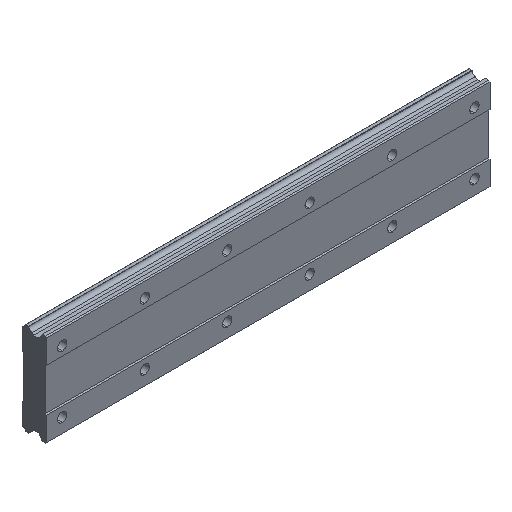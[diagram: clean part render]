
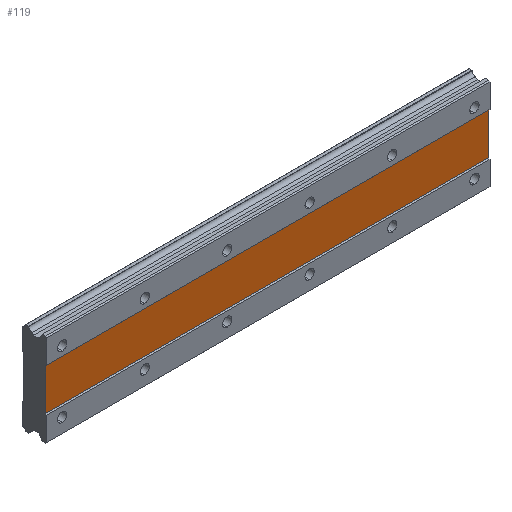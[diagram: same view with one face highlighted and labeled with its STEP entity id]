
A CAD part, isometric view. The second image highlights one B-rep face of the part: STEP entity #119.
In plain terms, the highlighted planar face has unit normal (0, -1, 0).
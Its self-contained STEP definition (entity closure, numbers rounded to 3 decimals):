
#25 = DIRECTION ( 'NONE',  ( 0., 0., -1. ) ) ;
#38 = CARTESIAN_POINT ( 'NONE',  ( -15., 1., -20. ) ) ;
#114 = CARTESIAN_POINT ( 'NONE',  ( -15., 1., 20. ) ) ;
#119 = ADVANCED_FACE ( 'NONE', ( #2026 ), #178, .F. ) ;
#128 = ORIENTED_EDGE ( 'NONE', *, *, #1335, .F. ) ;
#148 = LINE ( 'NONE', #1741, #2480 ) ;
#178 = PLANE ( 'NONE',  #1114 ) ;
#289 = DIRECTION ( 'NONE',  ( -1., 0., 0. ) ) ;
#306 = LINE ( 'NONE', #2800, #1599 ) ;
#416 = DIRECTION ( 'NONE',  ( 0., 0., 1. ) ) ;
#544 = VERTEX_POINT ( 'NONE', #1571 ) ;
#574 = EDGE_CURVE ( 'NONE', #756, #544, #148, .T. ) ;
#756 = VERTEX_POINT ( 'NONE', #2055 ) ;
#775 = ORIENTED_EDGE ( 'NONE', *, *, #2370, .F. ) ;
#908 = VERTEX_POINT ( 'NONE', #38 ) ;
#911 = ORIENTED_EDGE ( 'NONE', *, *, #574, .F. ) ;
#1114 = AXIS2_PLACEMENT_3D ( 'NONE', #1782, #1798, #416 ) ;
#1249 = LINE ( 'NONE', #114, #1901 ) ;
#1303 = VERTEX_POINT ( 'NONE', #1929 ) ;
#1335 = EDGE_CURVE ( 'NONE', #544, #1303, #306, .T. ) ;
#1455 = LINE ( 'NONE', #2183, #2629 ) ;
#1571 = CARTESIAN_POINT ( 'NONE',  ( 415., 1., 20. ) ) ;
#1599 = VECTOR ( 'NONE', #25, 1000. ) ;
#1723 = DIRECTION ( 'NONE',  ( 0., 0., 1. ) ) ;
#1741 = CARTESIAN_POINT ( 'NONE',  ( 415., 1., 20. ) ) ;
#1782 = CARTESIAN_POINT ( 'NONE',  ( 415., 1., 20. ) ) ;
#1798 = DIRECTION ( 'NONE',  ( 0., 1., 0. ) ) ;
#1901 = VECTOR ( 'NONE', #1723, 1000. ) ;
#1929 = CARTESIAN_POINT ( 'NONE',  ( 415., 1., -20. ) ) ;
#2006 = EDGE_LOOP ( 'NONE', ( #775, #128, #911, #2627 ) ) ;
#2026 = FACE_OUTER_BOUND ( 'NONE', #2006, .T. ) ;
#2055 = CARTESIAN_POINT ( 'NONE',  ( -15., 1., 20. ) ) ;
#2183 = CARTESIAN_POINT ( 'NONE',  ( 415., 1., -20. ) ) ;
#2370 = EDGE_CURVE ( 'NONE', #1303, #908, #1455, .T. ) ;
#2473 = DIRECTION ( 'NONE',  ( 1., 0., 0. ) ) ;
#2480 = VECTOR ( 'NONE', #2473, 1000. ) ;
#2627 = ORIENTED_EDGE ( 'NONE', *, *, #2992, .F. ) ;
#2629 = VECTOR ( 'NONE', #289, 1000. ) ;
#2800 = CARTESIAN_POINT ( 'NONE',  ( 415., 1., 20. ) ) ;
#2992 = EDGE_CURVE ( 'NONE', #908, #756, #1249, .T. ) ;
